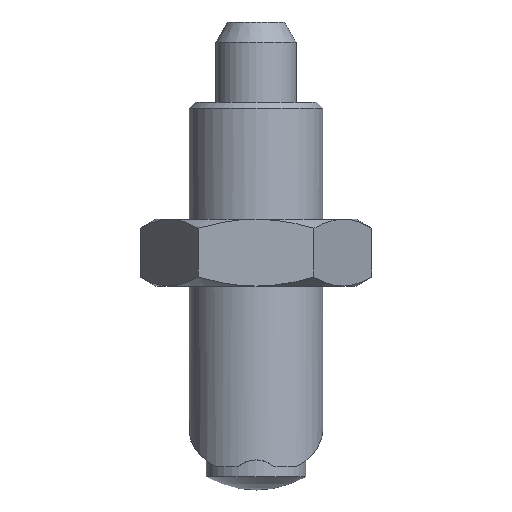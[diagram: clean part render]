
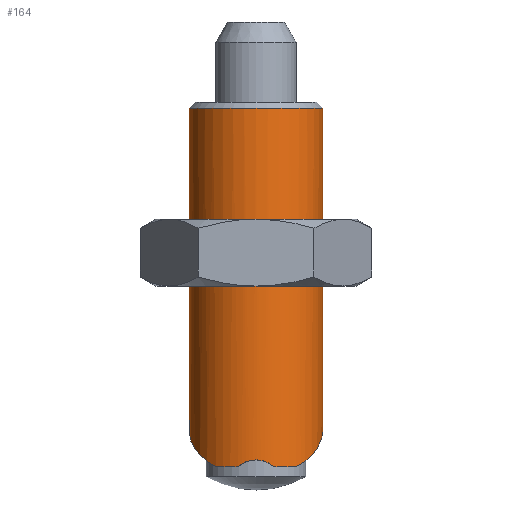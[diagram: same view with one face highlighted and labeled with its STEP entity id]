
A CAD part, left-side view. The second image highlights one B-rep face of the part: STEP entity #164.
In plain terms, the highlighted cylindrical face has radius 10 mm (diameter 20 mm), a full revolution.
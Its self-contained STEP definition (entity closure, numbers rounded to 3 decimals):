
#164 = ADVANCED_FACE( '', ( #339, #340 ), #341, .T. );
#339 = FACE_OUTER_BOUND( '', #557, .T. );
#340 = FACE_OUTER_BOUND( '', #558, .T. );
#341 = CYLINDRICAL_SURFACE( '', #559, 10. );
#557 = EDGE_LOOP( '', ( #806 ) );
#558 = EDGE_LOOP( '', ( #807, #808, #809, #810, #811, #812 ) );
#559 = AXIS2_PLACEMENT_3D( '', #813, #814, #815 );
#806 = ORIENTED_EDGE( '', *, *, #1260, .F. );
#807 = ORIENTED_EDGE( '', *, *, #1261, .T. );
#808 = ORIENTED_EDGE( '', *, *, #1262, .T. );
#809 = ORIENTED_EDGE( '', *, *, #1250, .T. );
#810 = ORIENTED_EDGE( '', *, *, #1263, .F. );
#811 = ORIENTED_EDGE( '', *, *, #1264, .F. );
#812 = ORIENTED_EDGE( '', *, *, #1265, .F. );
#813 = CARTESIAN_POINT( '', ( 0., 0., 0. ) );
#814 = DIRECTION( '', ( 0., 1., 0. ) );
#815 = DIRECTION( '', ( 0., 0., -1. ) );
#1250 = EDGE_CURVE( '', #1456, #1457, #1458, .T. );
#1260 = EDGE_CURVE( '', #1472, #1472, #1473, .T. );
#1261 = EDGE_CURVE( '', #1474, #1475, #1476, .T. );
#1262 = EDGE_CURVE( '', #1475, #1456, #1477, .T. );
#1263 = EDGE_CURVE( '', #1478, #1457, #1479, .T. );
#1264 = EDGE_CURVE( '', #1480, #1478, #1481, .T. );
#1265 = EDGE_CURVE( '', #1474, #1480, #1482, .T. );
#1456 = VERTEX_POINT( '', #1761 );
#1457 = VERTEX_POINT( '', #1762 );
#1458 = CIRCLE( '', #1763, 10. );
#1472 = VERTEX_POINT( '', #1784 );
#1473 = CIRCLE( '', #1785, 10. );
#1474 = VERTEX_POINT( '', #1786 );
#1475 = VERTEX_POINT( '', #1787 );
#1476 = CIRCLE( '', #1788, 10. );
#1477 = B_SPLINE_CURVE_WITH_KNOTS( '', 3, ( #1789, #1790, #1791, #1792, #1793, #1794, #1795, #1796, #1797, #1798, #1799, #1800, #1801, #1802, #1803, #1804, #1805, #1806 ), .UNSPECIFIED., .F., .F., ( 4, 2, 2, 2, 2, 2, 2, 2, 4 ), ( 0., 0.001, 0.001, 0.002, 0.003, 0.004, 0.004, 0.005, 0.006 ), .UNSPECIFIED. );
#1478 = VERTEX_POINT( '', #1807 );
#1479 = ELLIPSE( '', #1808, 12.062, 10. );
#1480 = VERTEX_POINT( '', #1809 );
#1481 = B_SPLINE_CURVE_WITH_KNOTS( '', 3, ( #1810, #1811, #1812, #1813, #1814, #1815, #1816, #1817, #1818, #1819, #1820, #1821, #1822, #1823, #1824, #1825, #1826, #1827, #1828, #1829, #1830, #1831 ), .UNSPECIFIED., .F., .F., ( 4, 2, 2, 2, 2, 2, 2, 2, 2, 2, 4 ), ( 0.002, 0.003, 0.003, 0.004, 0.005, 0.006, 0.007, 0.007, 0.008, 0.009, 0.01 ), .UNSPECIFIED. );
#1482 = ELLIPSE( '', #1832, 12.062, 10. );
#1761 = CARTESIAN_POINT( '', ( -9.644, 54.5, -2.646 ) );
#1762 = CARTESIAN_POINT( '', ( -8., 54.5, -6. ) );
#1763 = AXIS2_PLACEMENT_3D( '', #2235, #2236, #2237 );
#1784 = CARTESIAN_POINT( '', ( 0., 0.92, -10. ) );
#1785 = AXIS2_PLACEMENT_3D( '', #2249, #2250, #2251 );
#1786 = CARTESIAN_POINT( '', ( -8., 54.5, 6. ) );
#1787 = CARTESIAN_POINT( '', ( -9.644, 54.5, 2.646 ) );
#1788 = AXIS2_PLACEMENT_3D( '', #2252, #2253, #2254 );
#1789 = CARTESIAN_POINT( '', ( -9.644, 54.5, 2.646 ) );
#1790 = CARTESIAN_POINT( '', ( -9.693, 54.341, 2.466 ) );
#1791 = CARTESIAN_POINT( '', ( -9.74, 54.2, 2.274 ) );
#1792 = CARTESIAN_POINT( '', ( -9.826, 53.954, 1.866 ) );
#1793 = CARTESIAN_POINT( '', ( -9.866, 53.848, 1.649 ) );
#1794 = CARTESIAN_POINT( '', ( -9.931, 53.676, 1.197 ) );
#1795 = CARTESIAN_POINT( '', ( -9.956, 53.611, 0.965 ) );
#1796 = CARTESIAN_POINT( '', ( -9.991, 53.523, 0.491 ) );
#1797 = CARTESIAN_POINT( '', ( -10., 53.5, 0.246 ) );
#1798 = CARTESIAN_POINT( '', ( -10., 53.5, -0.241 ) );
#1799 = CARTESIAN_POINT( '', ( -9.991, 53.522, -0.482 ) );
#1800 = CARTESIAN_POINT( '', ( -9.957, 53.609, -0.958 ) );
#1801 = CARTESIAN_POINT( '', ( -9.931, 53.675, -1.195 ) );
#1802 = CARTESIAN_POINT( '', ( -9.866, 53.846, -1.644 ) );
#1803 = CARTESIAN_POINT( '', ( -9.828, 53.95, -1.86 ) );
#1804 = CARTESIAN_POINT( '', ( -9.741, 54.198, -2.271 ) );
#1805 = CARTESIAN_POINT( '', ( -9.693, 54.341, -2.466 ) );
#1806 = CARTESIAN_POINT( '', ( -9.644, 54.5, -2.646 ) );
#1807 = CARTESIAN_POINT( '', ( 9.441, 42.736, -3.298 ) );
#1808 = AXIS2_PLACEMENT_3D( '', #2255, #2256, #2257 );
#1809 = CARTESIAN_POINT( '', ( 9.441, 42.736, 3.298 ) );
#1810 = CARTESIAN_POINT( '', ( 9.441, 42.736, 3.298 ) );
#1811 = CARTESIAN_POINT( '', ( 9.472, 42.603, 3.207 ) );
#1812 = CARTESIAN_POINT( '', ( 9.506, 42.476, 3.107 ) );
#1813 = CARTESIAN_POINT( '', ( 9.572, 42.236, 2.895 ) );
#1814 = CARTESIAN_POINT( '', ( 9.606, 42.123, 2.783 ) );
#1815 = CARTESIAN_POINT( '', ( 9.704, 41.804, 2.426 ) );
#1816 = CARTESIAN_POINT( '', ( 9.769, 41.617, 2.158 ) );
#1817 = CARTESIAN_POINT( '', ( 9.877, 41.316, 1.59 ) );
#1818 = CARTESIAN_POINT( '', ( 9.922, 41.199, 1.288 ) );
#1819 = CARTESIAN_POINT( '', ( 9.984, 41.04, 0.651 ) );
#1820 = CARTESIAN_POINT( '', ( 10., 41., 0.329 ) );
#1821 = CARTESIAN_POINT( '', ( 10., 41., -0.161 ) );
#1822 = CARTESIAN_POINT( '', ( 9.996, 41.01, -0.326 ) );
#1823 = CARTESIAN_POINT( '', ( 9.98, 41.05, -0.652 ) );
#1824 = CARTESIAN_POINT( '', ( 9.968, 41.08, -0.812 ) );
#1825 = CARTESIAN_POINT( '', ( 9.922, 41.198, -1.284 ) );
#1826 = CARTESIAN_POINT( '', ( 9.877, 41.316, -1.592 ) );
#1827 = CARTESIAN_POINT( '', ( 9.768, 41.618, -2.161 ) );
#1828 = CARTESIAN_POINT( '', ( 9.705, 41.803, -2.425 ) );
#1829 = CARTESIAN_POINT( '', ( 9.572, 42.232, -2.906 ) );
#1830 = CARTESIAN_POINT( '', ( 9.504, 42.472, -3.116 ) );
#1831 = CARTESIAN_POINT( '', ( 9.441, 42.736, -3.298 ) );
#1832 = AXIS2_PLACEMENT_3D( '', #2258, #2259, #2260 );
#2235 = CARTESIAN_POINT( '', ( 0., 54.5, 0. ) );
#2236 = DIRECTION( '', ( 0., -1., 0. ) );
#2237 = DIRECTION( '', ( 0., 0., -1. ) );
#2249 = CARTESIAN_POINT( '', ( 0., 0.92, 0. ) );
#2250 = DIRECTION( '', ( 0., -1., 0. ) );
#2251 = DIRECTION( '', ( 0., 0., -1. ) );
#2252 = CARTESIAN_POINT( '', ( 0., 54.5, 0. ) );
#2253 = DIRECTION( '', ( 0., -1., 0. ) );
#2254 = DIRECTION( '', ( 0., 0., -1. ) );
#2255 = CARTESIAN_POINT( '', ( 0., 49.104, 0. ) );
#2256 = DIRECTION( '', ( 0.559, 0.829, 0. ) );
#2257 = DIRECTION( '', ( 0.829, -0.559, 0. ) );
#2258 = CARTESIAN_POINT( '', ( 0., 49.104, 0. ) );
#2259 = DIRECTION( '', ( 0.559, 0.829, 0. ) );
#2260 = DIRECTION( '', ( 0.829, -0.559, 0. ) );
